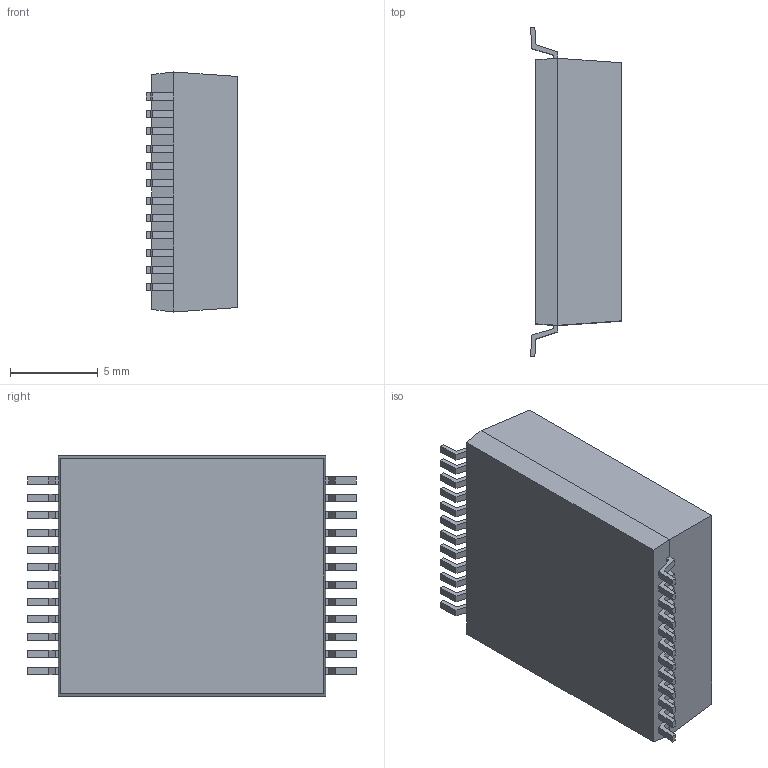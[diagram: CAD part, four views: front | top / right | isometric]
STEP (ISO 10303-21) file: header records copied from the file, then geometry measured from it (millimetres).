
FILE_DESCRIPTION((''),'2;1');
FILE_NAME('PT61022L','2012-08-06T',('ryans'),('Bourns, Inc.'),'PRO/ENGINEER BY PARAMETRIC TECHNOLOGY CORPORATION, 2010100','PRO/ENGINEER BY PARAMETRIC TECHNOLOGY CORPORATION, 2010100','');
FILE_SCHEMA(('CONFIG_CONTROL_DESIGN'));
Length unit declared in the file: millimetre
Products named in the file (1): PT61022L
Bounding box: 5.2 x 18.75 x 13.7 mm (x, y, z)
Volume: 998.6 mm3; surface area: 760.4 mm2
Topology: 1 solids, 1 shells, 226 faces, 620 edges, 396 vertices
Faces by surface type: plane 226
Entity records: 6986 total; most frequent: CARTESIAN_POINT 1242, ORIENTED_EDGE 1240, DIRECTION 1072, VECTOR 620, LINE 620, EDGE_CURVE 620, VERTEX_POINT 396, AXIS2_PLACEMENT_3D 226
